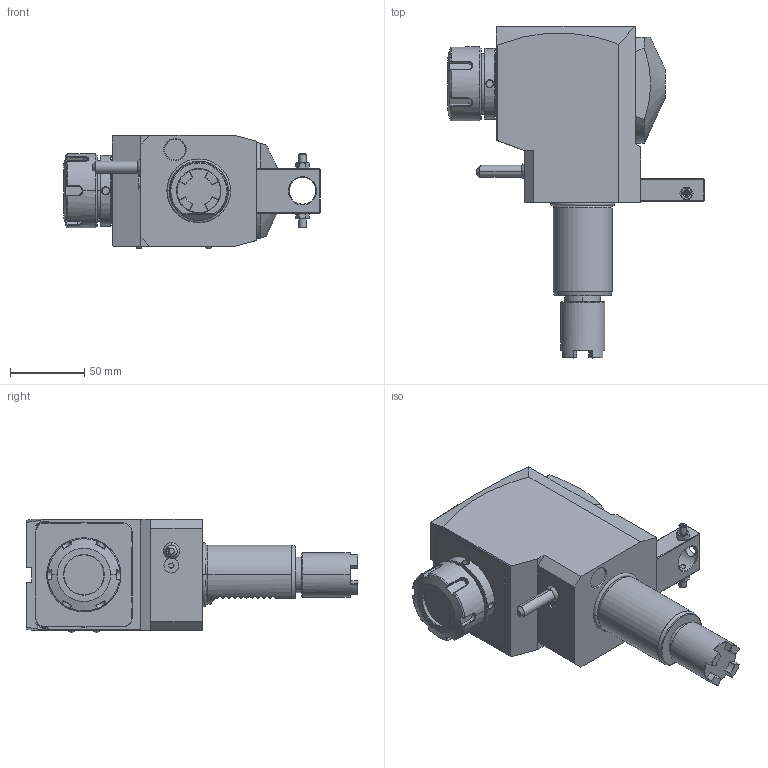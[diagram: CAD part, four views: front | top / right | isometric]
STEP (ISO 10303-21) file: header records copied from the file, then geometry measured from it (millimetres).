
FILE_DESCRIPTION((''),'2;1');
FILE_NAME('NGT1_40_251_32_1_2_80AS','2017-08-31T',('vali'),('NOVA GRUP'),'PRO/ENGINEER BY PARAMETRIC TECHNOLOGY CORPORATION, 2010280','PRO/ENGINEER BY PARAMETRIC TECHNOLOGY CORPORATION, 2010280','');
FILE_SCHEMA(('CONFIG_CONTROL_DESIGN'));
Length unit declared in the file: millimetre
Products named in the file (1): NGT1_40_251_32_1_2_80AS
Bounding box: 173.1 x 223.85 x 76.6 mm (x, y, z)
Volume: 1008924.5 mm3; surface area: 81401.3 mm2
Topology: 1 solids, 1 shells, 475 faces, 1216 edges, 756 vertices
Faces by surface type: plane 236, cylinder 100, cone 79, bspline 42, torus 12, sphere 6
Entity records: 19607 total; most frequent: CARTESIAN_POINT 8797, ORIENTED_EDGE 2400, DIRECTION 1954, EDGE_CURVE 1200, VERTEX_POINT 756, AXIS2_PLACEMENT_3D 666, VECTOR 622, LINE 622
